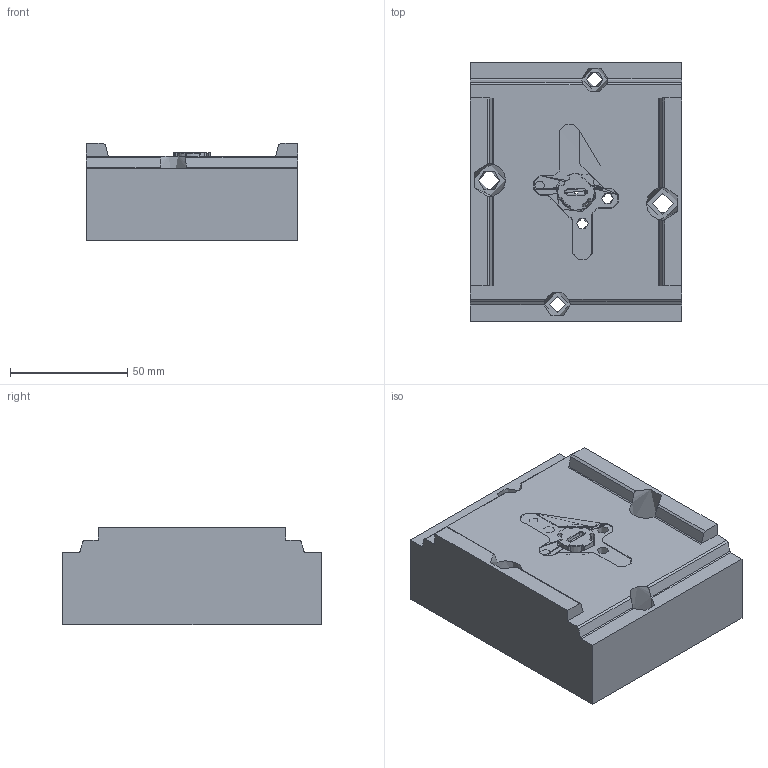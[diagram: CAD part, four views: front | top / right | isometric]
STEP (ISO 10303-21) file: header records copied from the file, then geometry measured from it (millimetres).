
FILE_DESCRIPTION(('STEP AP214'),'1');
FILE_NAME('Stock Core AM.stp','2016-09-22T12:03:03',(' '),(' '),'Spatial InterOp 3D',' ',' ');
FILE_SCHEMA(('automotive_design'));
Length unit declared in the file: millimetre
Products named in the file (3): Stock moule solution N°2 33; Stock Core AM
Assembly tree (2 placements, depth 2):
  (unnamed)
    Stock moule solution N°2 33
    Stock Core AM
Bounding box: 90 x 110 x 41.5 mm (x, y, z)
Surface area: 454780454 mm2
Topology: 2 solids, 2 shells, 1001 faces, 2728 edges, 1638 vertices
Faces by surface type: cylinder 342, plane 257, bspline 133, torus 102, sphere 99, cone 67, offset 1
Full cylindrical faces by diameter (mm): 0.5 x1, 1.5 x1, 2 x2, 4.3 x1, 4.5 x1, 5 x4, 5.5 x1, 6 x1, 6.5 x3, 7 x4, 9 x2, 10.445 x4, 11 x2, 11.5 x1, 13 x2, 14 x2, 16.3 x1
Entity records: 54644 total; most frequent: CARTESIAN_POINT 23587, ORIENTED_EDGE 5004, DIRECTION 4598, EDGE_CURVE 2502, AXIS2_PLACEMENT_3D 1883, VERTEX_POINT 1581, EDGE_LOOP 1101, FACE_OUTER_BOUND 1040
